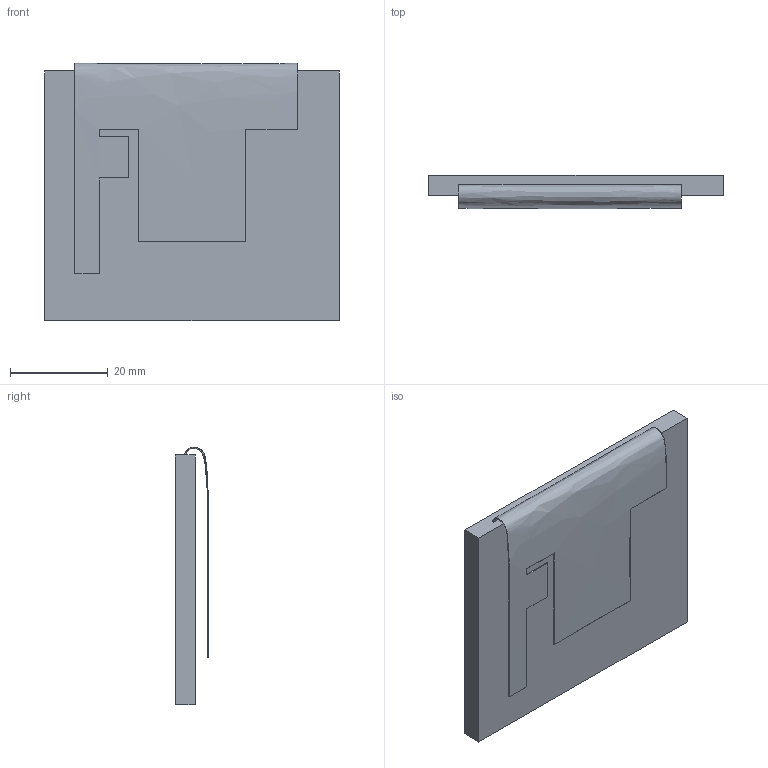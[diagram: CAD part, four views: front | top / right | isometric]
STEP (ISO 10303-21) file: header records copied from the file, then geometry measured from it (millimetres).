
FILE_DESCRIPTION(/* description */ (''),/* implementation_level */ '2;1');
FILE_NAME(/* name */ 'KD026LQTMA008.step',/* time_stamp */ '2021-10-12T01:25:06+02:00',/* author */ (''),/* organization */ (''),/* preprocessor_version */ 'ST-DEVELOPER v18.1',/* originating_system */ 'Autodesk Translation Framework v10.10.0.1391',/* authorisation */ '');
FILE_SCHEMA (('AUTOMOTIVE_DESIGN { 1 0 10303 214 3 1 1 }'));
Length unit declared in the file: millimetre
Products named in the file (1): KD026LQTMA008
Bounding box: 60.3 x 6.77 x 52.71 mm (x, y, z)
Volume: 12717.5 mm3; surface area: 15040.9 mm2
Topology: 3 solids, 3 shells, 33 faces, 78 edges, 52 vertices
Faces by surface type: plane 31, bspline 2
Entity records: 1404 total; most frequent: CARTESIAN_POINT 626, ORIENTED_EDGE 156, DIRECTION 116, EDGE_CURVE 78, LINE 52, VECTOR 52, VERTEX_POINT 52, EDGE_LOOP 34
